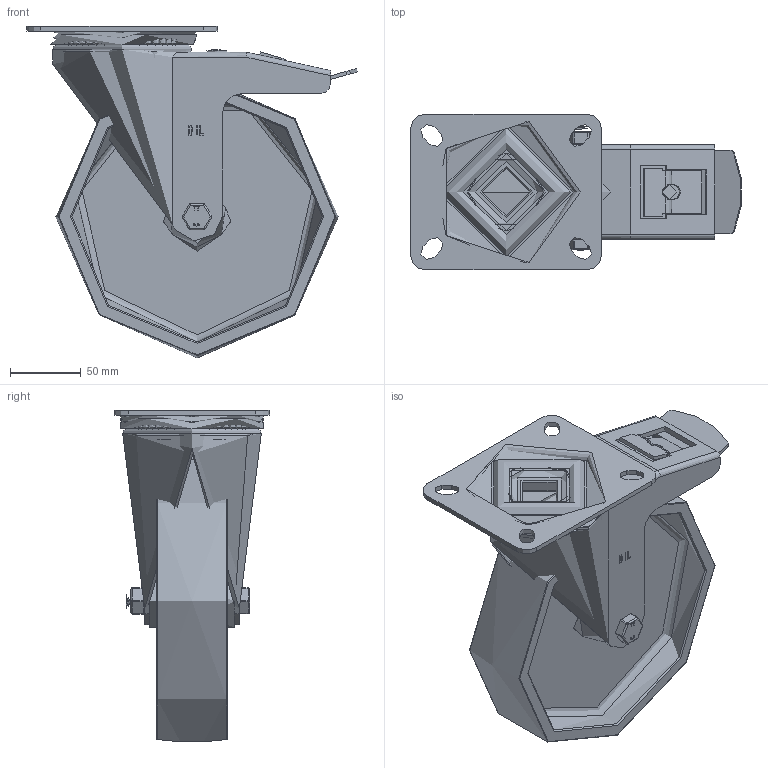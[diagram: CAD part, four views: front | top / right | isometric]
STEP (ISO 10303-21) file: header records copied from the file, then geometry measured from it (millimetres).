
FILE_DESCRIPTION(/* description */ ('','CAx-IF Rec.Pracs.---Representation and Presentation of Product Manufacturing Information (PMI)---4.0---2014-10-13'),/* implementation_level */ '2;1');
FILE_NAME(/* name */ 'BZMM200CISWB.step',/* time_stamp */ '2024-12-04T12:28:01Z',/* author */ (''),/* organization */ (''),/* preprocessor_version */ 'ST-DEVELOPER v20',/* originating_system */ 'Autodesk Translation Framework v13.20.0.188',/* authorisation */ '');
FILE_SCHEMA (('AP242_MANAGED_MODEL_BASED_3D_ENGINEERING_MIM_LF { 1 0 10303 442 1 1 4 }'));
Length unit declared in the file: millimetre
Products named in the file (24): BZMM200CISWB; BZMM200ASSWB v1; ZINC PLATED, PRESSED STEEL TOP PLATE; ZINC PLATED, PRESSED STEEL TOP PLATE Geometry; BALL BEARINGS; Component1; ZINC PLATED, PRESSED STEEL FORKS; BEARING SEAL; ZINC PLATED, PRESSED STEEL BRAKE PEDAL; BRAKE PAD; BRAKE PAD Geometry; BOLT; NUT; BRAKE BOLT; BZH200WCIM20 v1; CAST IRON WHEEL; CAST IRON WHEEL Geometry; GREASE NIPPLE; TUBEM20X60 v1; ZINC PLATED STEEL TUBE; HEXBOLTM12X80Z8.8 v2; GRADE 8.8 ZINC PLATED BOLT; NM12GR8FULLZ/HT v2; NM12GR8FULLZ/HT
Assembly tree (62 placements, depth 5):
  BZMM200CISWB
    BZMM200ASSWB v1
      ZINC PLATED, PRESSED STEEL TOP PLATE
        ZINC PLATED, PRESSED STEEL TOP PLATE Geometry
        BALL BEARINGS
          Component1  x40
      ZINC PLATED, PRESSED STEEL FORKS
      BEARING SEAL
      ZINC PLATED, PRESSED STEEL BRAKE PEDAL
      BRAKE PAD
        BRAKE PAD Geometry
        BOLT
        NUT
        BRAKE BOLT
    BZH200WCIM20 v1
      CAST IRON WHEEL
        CAST IRON WHEEL Geometry
        GREASE NIPPLE
    TUBEM20X60 v1
      ZINC PLATED STEEL TUBE
    HEXBOLTM12X80Z8.8 v2
      GRADE 8.8 ZINC PLATED BOLT
    NM12GR8FULLZ/HT v2
      NM12GR8FULLZ/HT
Bounding box: 233.88 x 110 x 234.78 mm (x, y, z)
Volume: 865046.5 mm3; surface area: 278960.7 mm2
Topology: 53 solids, 53 shells, 550 faces, 1401 edges, 901 vertices
Faces by surface type: plane 246, cylinder 153, sphere 60, bspline 58, torus 21, cone 12
Full cylindrical faces by diameter (mm): 6 x1, 8 x3, 9.836 x18, 11 x2, 11.834 x18, 12 x2, 12.2 x2, 12.5 x1, 14 x1, 18 x1, 19.9 x1, 20.2 x1, 33.75 x1, 39.75 x1, 50 x1, 61 x1, 78 x1, 91 x1, 98 x1, 177 x2
Entity records: 25660 total; most frequent: CARTESIAN_POINT 12788, ORIENTED_EDGE 2560, DIRECTION 2449, EDGE_CURVE 1280, AXIS2_PLACEMENT_3D 876, VERTEX_POINT 823, LINE 697, VECTOR 697
